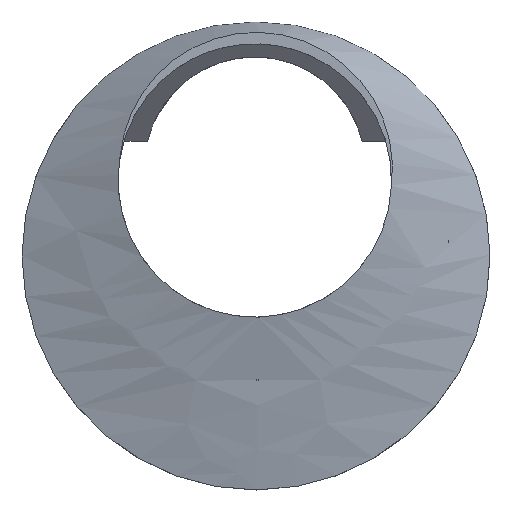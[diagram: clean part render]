
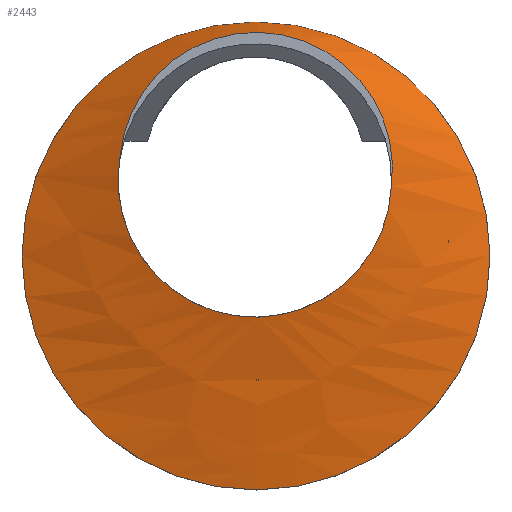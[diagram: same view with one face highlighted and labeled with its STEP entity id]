
A CAD part, top view. The second image highlights one B-rep face of the part: STEP entity #2443.
In plain terms, the highlighted free-form (B-spline) face has degree [1, 2] with [2, 9] control points.
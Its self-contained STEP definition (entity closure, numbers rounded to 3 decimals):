
#18=(
BOUNDED_SURFACE()
B_SPLINE_SURFACE(1,2,((#4546,#4547,#4548,#4549,#4550,#4551,#4552,#4553,
#4554),(#4555,#4556,#4557,#4558,#4559,#4560,#4561,#4562,#4563)),
 .UNSPECIFIED.,.F.,.T.,.F.)
B_SPLINE_SURFACE_WITH_KNOTS((2,2),(3,2,2,2,3),(-0.768,0.937),
(-3.142,-1.571,0.,1.571,3.142),
 .UNSPECIFIED.)
GEOMETRIC_REPRESENTATION_ITEM()
RATIONAL_B_SPLINE_SURFACE(((1.,0.707,1.,0.707,1.,
0.707,1.,0.707,1.),(1.,0.707,1.,0.707,
1.,0.707,1.,0.707,1.)))
REPRESENTATION_ITEM('')
SURFACE()
);
#99=CIRCLE('',#2656,90.);
#100=CIRCLE('',#2657,90.);
#102=CIRCLE('',#2666,52.5);
#103=CIRCLE('',#2667,52.5);
#295=FACE_OUTER_BOUND('',#454,.T.);
#454=EDGE_LOOP('',(#2054,#2055,#2056,#2057,#2058,#2059,#2060));
#524=B_SPLINE_CURVE_WITH_KNOTS('',3,(#3855,#3856,#3857,#3858,#3859,#3860,
#3861,#3862,#3863,#3864,#3865,#3866,#3867,#3868,#3869,#3870,#3871,#3872,
#3873,#3874,#3875,#3876,#3877,#3878,#3879,#3880,#3881,#3882,#3883,#3884,
#3885,#3886,#3887,#3888,#3889,#3890,#3891,#3892,#3893,#3894,#3895,#3896,
#3897,#3898,#3899,#3900,#3901,#3902,#3903,#3904,#3905,#3906),
 .UNSPECIFIED.,.F.,.F.,(4,2,2,2,2,2,2,2,2,2,2,2,2,2,2,2,2,2,2,2,2,2,2,2,
2,4),(6.785,7.035,7.728,8.42,
9.112,9.805,10.497,11.189,11.881,
12.574,13.266,13.958,14.65,15.342,
16.035,16.727,17.419,18.111,18.803,
19.496,20.188,20.88,21.573,22.265,
23.107,23.116),.UNSPECIFIED.);
#573=B_SPLINE_CURVE_WITH_KNOTS('',1,(#4566,#4567),.UNSPECIFIED.,.F.,.F.,
(2,2),(-0.777,-0.493),.UNSPECIFIED.);
#1023=VERTEX_POINT('',#3852);
#1024=VERTEX_POINT('',#3854);
#1122=VERTEX_POINT('',#4523);
#1123=VERTEX_POINT('',#4525);
#1130=VERTEX_POINT('',#4564);
#1292=EDGE_CURVE('',#1024,#1023,#524,.T.);
#1441=EDGE_CURVE('',#1123,#1122,#99,.T.);
#1442=EDGE_CURVE('',#1122,#1123,#100,.T.);
#1453=EDGE_CURVE('',#1023,#1130,#102,.T.);
#1454=EDGE_CURVE('',#1130,#1123,#573,.T.);
#1455=EDGE_CURVE('',#1130,#1024,#103,.T.);
#2054=ORIENTED_EDGE('',*,*,#1453,.T.);
#2055=ORIENTED_EDGE('',*,*,#1454,.T.);
#2056=ORIENTED_EDGE('',*,*,#1441,.T.);
#2057=ORIENTED_EDGE('',*,*,#1442,.T.);
#2058=ORIENTED_EDGE('',*,*,#1454,.F.);
#2059=ORIENTED_EDGE('',*,*,#1455,.T.);
#2060=ORIENTED_EDGE('',*,*,#1292,.T.);
#2443=ADVANCED_FACE('',(#295),#18,.F.);
#2656=AXIS2_PLACEMENT_3D('',#4526,#3136,#3137);
#2657=AXIS2_PLACEMENT_3D('',#4527,#3138,#3139);
#2666=AXIS2_PLACEMENT_3D('',#4565,#3160,#3161);
#2667=AXIS2_PLACEMENT_3D('',#4568,#3162,#3163);
#3136=DIRECTION('center_axis',(0.,0.,
1.));
#3137=DIRECTION('ref_axis',(1.,0.,0.));
#3138=DIRECTION('center_axis',(0.,0.,
1.));
#3139=DIRECTION('ref_axis',(1.,0.,0.));
#3160=DIRECTION('center_axis',(0.,0.,
-1.));
#3161=DIRECTION('ref_axis',(-0.762,0.648,0.));
#3162=DIRECTION('center_axis',(0.,0.,
-1.));
#3163=DIRECTION('ref_axis',(-0.762,0.648,0.));
#3852=CARTESIAN_POINT('',(-49.894,-16.673,-47.598));
#3854=CARTESIAN_POINT('',(54.54,-27.35,-47.598));
#3855=CARTESIAN_POINT('Ctrl Pts',(54.54,-27.35,-47.598));
#3856=CARTESIAN_POINT('Ctrl Pts',(54.507,-28.248,-47.626));
#3857=CARTESIAN_POINT('Ctrl Pts',(54.451,-29.147,-47.652));
#3858=CARTESIAN_POINT('Ctrl Pts',(54.152,-32.528,-47.749));
#3859=CARTESIAN_POINT('Ctrl Pts',(53.752,-34.997,-47.812));
#3860=CARTESIAN_POINT('Ctrl Pts',(52.637,-39.769,-47.924));
#3861=CARTESIAN_POINT('Ctrl Pts',(51.92,-42.071,-47.974));
#3862=CARTESIAN_POINT('Ctrl Pts',(50.269,-46.381,-48.06));
#3863=CARTESIAN_POINT('Ctrl Pts',(49.265,-48.571,-48.101));
#3864=CARTESIAN_POINT('Ctrl Pts',(46.907,-52.866,-48.177));
#3865=CARTESIAN_POINT('Ctrl Pts',(45.554,-54.97,-48.212));
#3866=CARTESIAN_POINT('Ctrl Pts',(42.562,-58.96,-48.275));
#3867=CARTESIAN_POINT('Ctrl Pts',(40.921,-60.848,-48.304));
#3868=CARTESIAN_POINT('Ctrl Pts',(37.459,-64.315,-48.354));
#3869=CARTESIAN_POINT('Ctrl Pts',(35.637,-65.893,-48.376));
#3870=CARTESIAN_POINT('Ctrl Pts',(31.963,-68.685,-48.415));
#3871=CARTESIAN_POINT('Ctrl Pts',(29.954,-70.017,-48.434));
#3872=CARTESIAN_POINT('Ctrl Pts',(25.687,-72.424,-48.467));
#3873=CARTESIAN_POINT('Ctrl Pts',(23.429,-73.499,-48.482));
#3874=CARTESIAN_POINT('Ctrl Pts',(18.782,-75.313,-48.508));
#3875=CARTESIAN_POINT('Ctrl Pts',(16.393,-76.053,-48.519));
#3876=CARTESIAN_POINT('Ctrl Pts',(11.623,-77.174,-48.538));
#3877=CARTESIAN_POINT('Ctrl Pts',(9.244,-77.555,-48.546));
#3878=CARTESIAN_POINT('Ctrl Pts',(4.65,-77.991,-48.558));
#3879=CARTESIAN_POINT('Ctrl Pts',(2.241,-78.064,-48.562));
#3880=CARTESIAN_POINT('Ctrl Pts',(-2.654,-77.861,-48.569));
#3881=CARTESIAN_POINT('Ctrl Pts',(-5.14,-77.584,-48.571));
#3882=CARTESIAN_POINT('Ctrl Pts',(-10.045,-76.677,-48.572));
#3883=CARTESIAN_POINT('Ctrl Pts',(-12.466,-76.046,-48.57));
#3884=CARTESIAN_POINT('Ctrl Pts',(-17.109,-74.485,-48.565));
#3885=CARTESIAN_POINT('Ctrl Pts',(-19.333,-73.554,-48.56));
#3886=CARTESIAN_POINT('Ctrl Pts',(-23.467,-71.503,-48.548));
#3887=CARTESIAN_POINT('Ctrl Pts',(-25.553,-70.296,-48.541));
#3888=CARTESIAN_POINT('Ctrl Pts',(-29.605,-67.543,-48.521));
#3889=CARTESIAN_POINT('Ctrl Pts',(-31.572,-65.998,-48.509));
#3890=CARTESIAN_POINT('Ctrl Pts',(-35.262,-62.641,-48.481));
#3891=CARTESIAN_POINT('Ctrl Pts',(-36.987,-60.83,-48.464));
#3892=CARTESIAN_POINT('Ctrl Pts',(-40.11,-57.055,-48.426));
#3893=CARTESIAN_POINT('Ctrl Pts',(-41.509,-55.092,-48.404));
#3894=CARTESIAN_POINT('Ctrl Pts',(-43.941,-51.171,-48.358));
#3895=CARTESIAN_POINT('Ctrl Pts',(-45.078,-49.045,-48.33));
#3896=CARTESIAN_POINT('Ctrl Pts',(-47.071,-44.569,-48.267));
#3897=CARTESIAN_POINT('Ctrl Pts',(-47.928,-42.219,-48.231));
#3898=CARTESIAN_POINT('Ctrl Pts',(-49.294,-37.422,-48.148));
#3899=CARTESIAN_POINT('Ctrl Pts',(-49.805,-34.973,-48.101));
#3900=CARTESIAN_POINT('Ctrl Pts',(-50.47,-30.12,-47.996));
#3901=CARTESIAN_POINT('Ctrl Pts',(-50.624,-27.715,-47.939));
#3902=CARTESIAN_POINT('Ctrl Pts',(-50.624,-22.602,-47.8));
#3903=CARTESIAN_POINT('Ctrl Pts',(-50.396,-19.688,-47.71));
#3904=CARTESIAN_POINT('Ctrl Pts',(-49.904,-16.737,-47.6));
#3905=CARTESIAN_POINT('Ctrl Pts',(-49.899,-16.705,-47.599));
#3906=CARTESIAN_POINT('Ctrl Pts',(-49.894,-16.673,-47.598));
#4523=CARTESIAN_POINT('',(-87.568,-54.446,-62.598));
#4525=CARTESIAN_POINT('',(71.015,3.833,-62.598));
#4526=CARTESIAN_POINT('Origin',(2.432,-54.446,-62.598));
#4527=CARTESIAN_POINT('Origin',(2.432,-54.446,-62.598));
#4546=CARTESIAN_POINT('Ctrl Pts',(197.73,-37.038,-129.113));
#4547=CARTESIAN_POINT('Ctrl Pts',(197.73,70.994,-195.496));
#4548=CARTESIAN_POINT('Ctrl Pts',(2.432,70.994,-195.496));
#4549=CARTESIAN_POINT('Ctrl Pts',(-192.866,70.994,-195.496));
#4550=CARTESIAN_POINT('Ctrl Pts',(-192.866,-37.038,-129.113));
#4551=CARTESIAN_POINT('Ctrl Pts',(-192.866,-145.07,-62.73));
#4552=CARTESIAN_POINT('Ctrl Pts',(2.432,-145.07,-62.73));
#4553=CARTESIAN_POINT('Ctrl Pts',(197.73,-145.07,-62.73));
#4554=CARTESIAN_POINT('Ctrl Pts',(197.73,-37.038,-129.113));
#4555=CARTESIAN_POINT('Ctrl Pts',(26.313,18.252,-39.134));
#4556=CARTESIAN_POINT('Ctrl Pts',(26.313,31.462,-47.251));
#4557=CARTESIAN_POINT('Ctrl Pts',(2.432,31.462,-47.251));
#4558=CARTESIAN_POINT('Ctrl Pts',(-21.449,31.462,-47.251));
#4559=CARTESIAN_POINT('Ctrl Pts',(-21.449,18.252,-39.134));
#4560=CARTESIAN_POINT('Ctrl Pts',(-21.449,5.042,-31.016));
#4561=CARTESIAN_POINT('Ctrl Pts',(2.432,5.042,-31.016));
#4562=CARTESIAN_POINT('Ctrl Pts',(26.313,5.042,-31.016));
#4563=CARTESIAN_POINT('Ctrl Pts',(26.313,18.252,-39.134));
#4564=CARTESIAN_POINT('',(42.439,13.051,-47.598));
#4565=CARTESIAN_POINT('Origin',(2.432,-20.946,-47.598));
#4566=CARTESIAN_POINT('Ctrl Pts',(42.439,13.051,-47.598));
#4567=CARTESIAN_POINT('Ctrl Pts',(71.015,3.833,-62.598));
#4568=CARTESIAN_POINT('Origin',(2.432,-20.946,-47.598));
